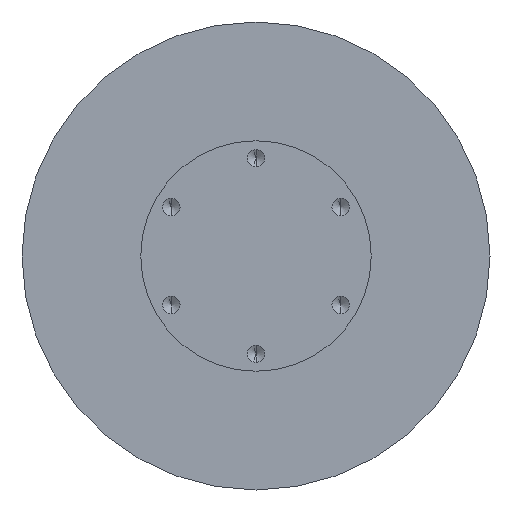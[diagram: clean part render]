
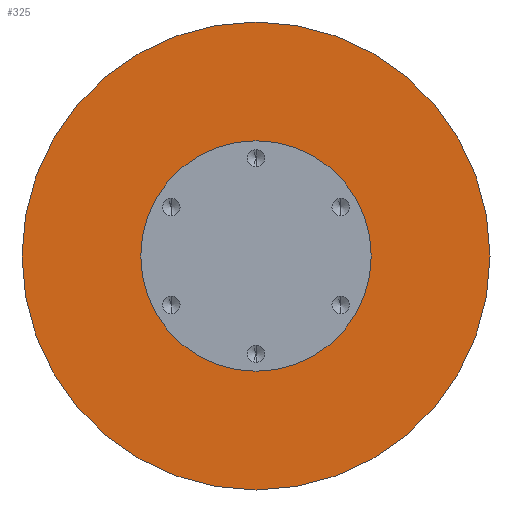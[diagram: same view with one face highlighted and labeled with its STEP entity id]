
A CAD part, front view. The second image highlights one B-rep face of the part: STEP entity #325.
In plain terms, the highlighted planar face has unit normal (0, -1, 0).
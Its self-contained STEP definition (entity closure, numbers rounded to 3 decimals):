
#33 = AXIS2_PLACEMENT_3D ( 'NONE', #494, #1664, #279 ) ;
#147 = AXIS2_PLACEMENT_3D ( 'NONE', #1518, #1701, #238 ) ;
#185 = PLANE ( 'NONE',  #33 ) ;
#238 = DIRECTION ( 'NONE',  ( 0., 0., -1. ) ) ;
#257 = CARTESIAN_POINT ( 'NONE',  ( 0., 0., -33.5 ) ) ;
#279 = DIRECTION ( 'NONE',  ( 0., 0., -1. ) ) ;
#292 = VERTEX_POINT ( 'NONE', #1053 ) ;
#325 = ADVANCED_FACE ( 'NONE', ( #1814, #1508 ), #185, .T. ) ;
#346 = AXIS2_PLACEMENT_3D ( 'NONE', #854, #1163, #1579 ) ;
#393 = EDGE_CURVE ( 'NONE', #968, #292, #1548, .T. ) ;
#479 = EDGE_LOOP ( 'NONE', ( #1271, #1765 ) ) ;
#489 = EDGE_LOOP ( 'NONE', ( #1461, #1749 ) ) ;
#494 = CARTESIAN_POINT ( 'NONE',  ( 16.5, 0., 0. ) ) ;
#547 = DIRECTION ( 'NONE',  ( 0., 0., -1. ) ) ;
#624 = EDGE_CURVE ( 'NONE', #1923, #1900, #1126, .T. ) ;
#679 = CARTESIAN_POINT ( 'NONE',  ( 0., 0., 16.5 ) ) ;
#680 = DIRECTION ( 'NONE',  ( 0., 0., -1. ) ) ;
#854 = CARTESIAN_POINT ( 'NONE',  ( 0., 0., 0. ) ) ;
#923 = CARTESIAN_POINT ( 'NONE',  ( 0., 0., 33.5 ) ) ;
#968 = VERTEX_POINT ( 'NONE', #679 ) ;
#987 = CIRCLE ( 'NONE', #147, 33.5 ) ;
#1053 = CARTESIAN_POINT ( 'NONE',  ( 0., 0., -16.5 ) ) ;
#1126 = CIRCLE ( 'NONE', #1736, 33.5 ) ;
#1163 = DIRECTION ( 'NONE',  ( 0., -1., 0. ) ) ;
#1271 = ORIENTED_EDGE ( 'NONE', *, *, #1872, .T. ) ;
#1416 = DIRECTION ( 'NONE',  ( 0., -1., 0. ) ) ;
#1461 = ORIENTED_EDGE ( 'NONE', *, *, #1805, .F. ) ;
#1508 = FACE_BOUND ( 'NONE', #489, .T. ) ;
#1518 = CARTESIAN_POINT ( 'NONE',  ( 0., 0., 0. ) ) ;
#1548 = CIRCLE ( 'NONE', #346, 16.5 ) ;
#1558 = CARTESIAN_POINT ( 'NONE',  ( 0., 0., 0. ) ) ;
#1569 = AXIS2_PLACEMENT_3D ( 'NONE', #1865, #1743, #547 ) ;
#1579 = DIRECTION ( 'NONE',  ( 0., 0., -1. ) ) ;
#1664 = DIRECTION ( 'NONE',  ( 0., -1., 0. ) ) ;
#1701 = DIRECTION ( 'NONE',  ( 0., -1., 0. ) ) ;
#1736 = AXIS2_PLACEMENT_3D ( 'NONE', #1558, #1416, #680 ) ;
#1743 = DIRECTION ( 'NONE',  ( 0., -1., 0. ) ) ;
#1749 = ORIENTED_EDGE ( 'NONE', *, *, #393, .F. ) ;
#1765 = ORIENTED_EDGE ( 'NONE', *, *, #624, .T. ) ;
#1805 = EDGE_CURVE ( 'NONE', #292, #968, #1918, .T. ) ;
#1814 = FACE_OUTER_BOUND ( 'NONE', #479, .T. ) ;
#1865 = CARTESIAN_POINT ( 'NONE',  ( 0., 0., 0. ) ) ;
#1872 = EDGE_CURVE ( 'NONE', #1900, #1923, #987, .T. ) ;
#1900 = VERTEX_POINT ( 'NONE', #257 ) ;
#1918 = CIRCLE ( 'NONE', #1569, 16.5 ) ;
#1923 = VERTEX_POINT ( 'NONE', #923 ) ;
